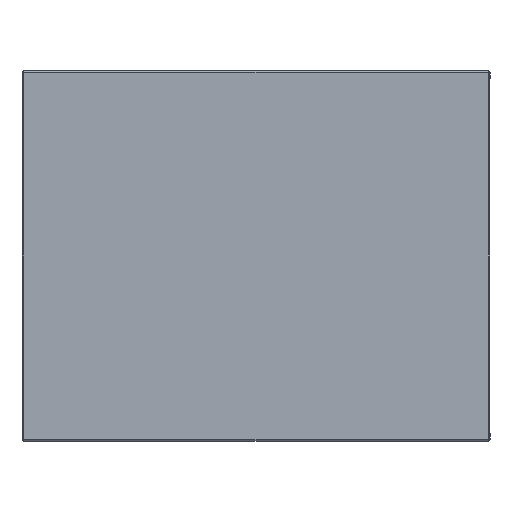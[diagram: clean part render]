
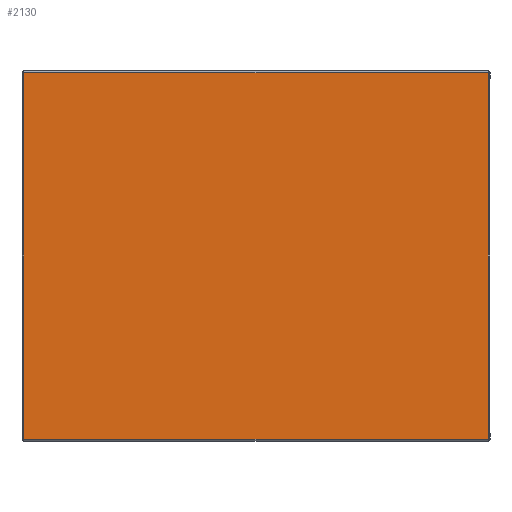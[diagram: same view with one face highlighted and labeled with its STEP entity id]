
A CAD part, left-side view. The second image highlights one B-rep face of the part: STEP entity #2130.
In plain terms, the highlighted planar face has unit normal (-1, 0, 0).
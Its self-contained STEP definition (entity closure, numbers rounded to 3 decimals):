
#203 = ORIENTED_EDGE ( 'NONE', *, *, #3456, .T. ) ;
#216 = FACE_OUTER_BOUND ( 'NONE', #2717, .T. ) ;
#344 = ORIENTED_EDGE ( 'NONE', *, *, #5653, .T. ) ;
#458 = LINE ( 'NONE', #499, #3805 ) ;
#499 = CARTESIAN_POINT ( 'NONE',  ( -1., -0.6, 0.945 ) ) ;
#880 = LINE ( 'NONE', #5524, #4223 ) ;
#913 = VERTEX_POINT ( 'NONE', #2608 ) ;
#950 = AXIS2_PLACEMENT_3D ( 'NONE', #1614, #4674, #2056 ) ;
#1028 = CARTESIAN_POINT ( 'NONE',  ( -1., 0.595, 0.005 ) ) ;
#1183 = DIRECTION ( 'NONE',  ( 0., 0., 1. ) ) ;
#1273 = ORIENTED_EDGE ( 'NONE', *, *, #1828, .T. ) ;
#1581 = LINE ( 'NONE', #5184, #3931 ) ;
#1614 = CARTESIAN_POINT ( 'NONE',  ( -1., -0.6, 0.02 ) ) ;
#1640 = DIRECTION ( 'NONE',  ( 0., 0., -1. ) ) ;
#1743 = VERTEX_POINT ( 'NONE', #3073 ) ;
#1796 = VECTOR ( 'NONE', #2786, 1000. ) ;
#1828 = EDGE_CURVE ( 'NONE', #4355, #913, #2967, .T. ) ;
#2041 = PLANE ( 'NONE',  #950 ) ;
#2056 = DIRECTION ( 'NONE',  ( 0., 0., -1. ) ) ;
#2130 = ADVANCED_FACE ( 'NONE', ( #216 ), #2041, .F. ) ;
#2336 = CARTESIAN_POINT ( 'NONE',  ( -1., -0.6, 0.005 ) ) ;
#2565 = CARTESIAN_POINT ( 'NONE',  ( -1., 0.595, 0.945 ) ) ;
#2589 = ORIENTED_EDGE ( 'NONE', *, *, #4295, .T. ) ;
#2608 = CARTESIAN_POINT ( 'NONE',  ( -1., -0.595, 0.005 ) ) ;
#2717 = EDGE_LOOP ( 'NONE', ( #203, #2589, #1273, #344 ) ) ;
#2786 = DIRECTION ( 'NONE',  ( 0., -1., 0. ) ) ;
#2967 = LINE ( 'NONE', #2336, #1796 ) ;
#3073 = CARTESIAN_POINT ( 'NONE',  ( -1., -0.595, 0.945 ) ) ;
#3456 = EDGE_CURVE ( 'NONE', #1743, #3879, #458, .T. ) ;
#3547 = DIRECTION ( 'NONE',  ( 0., 1., 0. ) ) ;
#3805 = VECTOR ( 'NONE', #3547, 1000. ) ;
#3879 = VERTEX_POINT ( 'NONE', #2565 ) ;
#3931 = VECTOR ( 'NONE', #1640, 1000. ) ;
#4223 = VECTOR ( 'NONE', #1183, 1000. ) ;
#4295 = EDGE_CURVE ( 'NONE', #3879, #4355, #1581, .T. ) ;
#4355 = VERTEX_POINT ( 'NONE', #1028 ) ;
#4674 = DIRECTION ( 'NONE',  ( 1., 0., 0. ) ) ;
#5184 = CARTESIAN_POINT ( 'NONE',  ( -1., 0.595, 0.02 ) ) ;
#5524 = CARTESIAN_POINT ( 'NONE',  ( -1., -0.595, 0.02 ) ) ;
#5653 = EDGE_CURVE ( 'NONE', #913, #1743, #880, .T. ) ;
